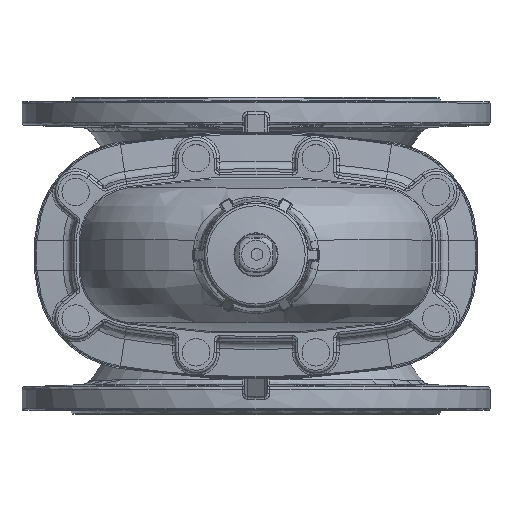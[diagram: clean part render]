
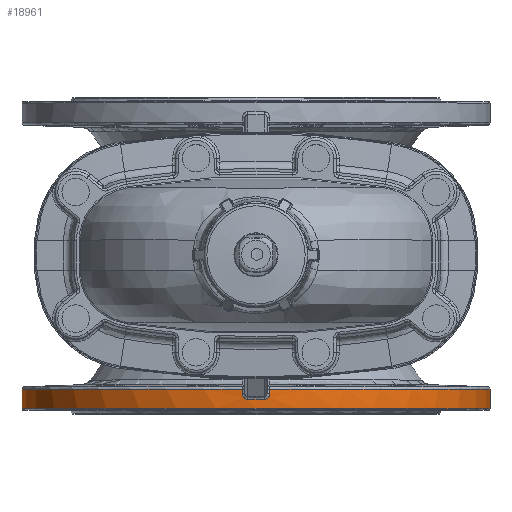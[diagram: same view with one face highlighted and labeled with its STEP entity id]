
A CAD part, top view. The second image highlights one B-rep face of the part: STEP entity #18961.
In plain terms, the highlighted cylindrical face has radius 170 mm (diameter 340 mm), a partial arc.
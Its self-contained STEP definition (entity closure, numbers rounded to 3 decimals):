
#57 = DIRECTION ( 'NONE',  ( 0., -1., 0. ) ) ;
#403 = ORIENTED_EDGE ( 'NONE', *, *, #4037, .F. ) ;
#1080 = CARTESIAN_POINT ( 'NONE',  ( -6.992, -104.325, 169.857 ) ) ;
#1198 = EDGE_CURVE ( 'NONE', #7562, #29993, #35342, .T. ) ;
#1258 = VECTOR ( 'NONE', #25805, 1000. ) ;
#2476 = DIRECTION ( 'NONE',  ( 0., 0., -1. ) ) ;
#2747 = CARTESIAN_POINT ( 'NONE',  ( 6.973, -104.302, 169.857 ) ) ;
#3719 = CARTESIAN_POINT ( 'NONE',  ( 8.936, -103.026, 169.765 ) ) ;
#4037 = EDGE_CURVE ( 'NONE', #10517, #7562, #44288, .T. ) ;
#5204 = CARTESIAN_POINT ( 'NONE',  ( -9.859, -100.865, 169.714 ) ) ;
#5374 = CARTESIAN_POINT ( 'NONE',  ( -5.93, -104.428, 169.897 ) ) ;
#5858 = DIRECTION ( 'NONE',  ( 0., 1., 0. ) ) ;
#6352 = CARTESIAN_POINT ( 'NONE',  ( 1.978, -104.391, 170.035 ) ) ;
#7562 = VERTEX_POINT ( 'NONE', #47787 ) ;
#8011 = CARTESIAN_POINT ( 'NONE',  ( 9.381, -102.368, 169.741 ) ) ;
#8327 = AXIS2_PLACEMENT_3D ( 'NONE', #53740, #28101, #2476 ) ;
#9126 = EDGE_CURVE ( 'NONE', #29993, #9914, #26591, .T. ) ;
#9373 = CARTESIAN_POINT ( 'NONE',  ( 0., -96.931, 0. ) ) ;
#9495 = CARTESIAN_POINT ( 'NONE',  ( -9.691, -101.638, 169.724 ) ) ;
#9914 = VERTEX_POINT ( 'NONE', #25586 ) ;
#10517 = VERTEX_POINT ( 'NONE', #31274 ) ;
#10535 = ORIENTED_EDGE ( 'NONE', *, *, #38000, .T. ) ;
#12326 = CARTESIAN_POINT ( 'NONE',  ( 9.69, -101.643, 169.724 ) ) ;
#12721 = CARTESIAN_POINT ( 'NONE',  ( -169.997, -96.931, 1. ) ) ;
#13127 = CARTESIAN_POINT ( 'NONE',  ( -9.884, 0., 169.712 ) ) ;
#13390 = CARTESIAN_POINT ( 'NONE',  ( 9.884, 0., 169.712 ) ) ;
#13685 = DIRECTION ( 'NONE',  ( 0., 0., -1. ) ) ;
#13832 = CARTESIAN_POINT ( 'NONE',  ( -9.382, -102.366, 169.741 ) ) ;
#14145 = VERTEX_POINT ( 'NONE', #42720 ) ;
#14269 = AXIS2_PLACEMENT_3D ( 'NONE', #26631, #22323, #39375 ) ;
#15533 = EDGE_CURVE ( 'NONE', #14145, #10517, #50914, .T. ) ;
#16016 = ORIENTED_EDGE ( 'NONE', *, *, #15533, .F. ) ;
#16493 = CARTESIAN_POINT ( 'NONE',  ( -9.884, -96.931, 169.712 ) ) ;
#16665 = CARTESIAN_POINT ( 'NONE',  ( 9.859, -100.866, 169.714 ) ) ;
#18157 = CARTESIAN_POINT ( 'NONE',  ( -8.939, -103.023, 169.765 ) ) ;
#18930 = CARTESIAN_POINT ( 'NONE',  ( -5.93, -104.428, 169.897 ) ) ;
#18961 = ADVANCED_FACE ( 'NONE', ( #24873 ), #34904, .T. ) ;
#19801 = CARTESIAN_POINT ( 'NONE',  ( 6.458, -104.406, 169.877 ) ) ;
#20755 = CARTESIAN_POINT ( 'NONE',  ( 7.228, -104.222, 169.846 ) ) ;
#20938 = CARTESIAN_POINT ( 'NONE',  ( 9.884, -100.337, 169.712 ) ) ;
#21524 = CARTESIAN_POINT ( 'NONE',  ( -169.997, -111., 1. ) ) ;
#22242 = CARTESIAN_POINT ( 'NONE',  ( 169.997, -111., 1. ) ) ;
#22323 = DIRECTION ( 'NONE',  ( 0., -1., 0. ) ) ;
#22409 = CARTESIAN_POINT ( 'NONE',  ( -8.379, -103.578, 169.794 ) ) ;
#22463 = CIRCLE ( 'NONE', #8327, 170. ) ;
#24015 = ORIENTED_EDGE ( 'NONE', *, *, #30495, .F. ) ;
#24085 = EDGE_CURVE ( 'NONE', #9914, #52608, #28827, .T. ) ;
#24468 = LINE ( 'NONE', #25660, #47240 ) ;
#24873 = FACE_OUTER_BOUND ( 'NONE', #55305, .T. ) ;
#25005 = CARTESIAN_POINT ( 'NONE',  ( 7.941, -103.885, 169.815 ) ) ;
#25101 = ORIENTED_EDGE ( 'NONE', *, *, #29564, .F. ) ;
#25586 = CARTESIAN_POINT ( 'NONE',  ( 9.884, -96.931, 169.712 ) ) ;
#25660 = CARTESIAN_POINT ( 'NONE',  ( -169.997, -84., 1. ) ) ;
#25805 = DIRECTION ( 'NONE',  ( 0., -1., 0. ) ) ;
#26027 = VERTEX_POINT ( 'NONE', #21524 ) ;
#26052 = EDGE_CURVE ( 'NONE', #55184, #14145, #55547, .T. ) ;
#26591 = LINE ( 'NONE', #13390, #36673 ) ;
#26631 = CARTESIAN_POINT ( 'NONE',  ( 0., 0., 0. ) ) ;
#26708 = CARTESIAN_POINT ( 'NONE',  ( -7.714, -104.012, 169.825 ) ) ;
#28101 = DIRECTION ( 'NONE',  ( 0., -1., 0. ) ) ;
#28827 = CIRCLE ( 'NONE', #37403, 170. ) ;
#28918 = ORIENTED_EDGE ( 'NONE', *, *, #43001, .F. ) ;
#29370 = CARTESIAN_POINT ( 'NONE',  ( 8.575, -103.407, 169.784 ) ) ;
#29564 = EDGE_CURVE ( 'NONE', #52608, #36695, #31208, .T. ) ;
#29993 = VERTEX_POINT ( 'NONE', #32271 ) ;
#30224 = DIRECTION ( 'NONE',  ( 0., 1., 0. ) ) ;
#30495 = EDGE_CURVE ( 'NONE', #36695, #26027, #22463, .T. ) ;
#30900 = ORIENTED_EDGE ( 'NONE', *, *, #24085, .F. ) ;
#30998 = CARTESIAN_POINT ( 'NONE',  ( -6.463, -104.433, 169.878 ) ) ;
#31208 = LINE ( 'NONE', #33756, #52637 ) ;
#31274 = CARTESIAN_POINT ( 'NONE',  ( -5.93, -104.428, 169.897 ) ) ;
#31502 = CARTESIAN_POINT ( 'NONE',  ( 0., -96.931, 0. ) ) ;
#31880 = CIRCLE ( 'NONE', #55121, 170. ) ;
#32271 = CARTESIAN_POINT ( 'NONE',  ( 9.884, -100.337, 169.712 ) ) ;
#33128 = VERTEX_POINT ( 'NONE', #12721 ) ;
#33636 = CARTESIAN_POINT ( 'NONE',  ( 9.098, -102.817, 169.756 ) ) ;
#33756 = CARTESIAN_POINT ( 'NONE',  ( 169.997, -84., 1. ) ) ;
#34904 = CYLINDRICAL_SURFACE ( 'NONE', #14269, 170. ) ;
#35136 = CARTESIAN_POINT ( 'NONE',  ( -9.764, -101.382, 169.719 ) ) ;
#35342 = B_SPLINE_CURVE_WITH_KNOTS ( 'NONE', 3,
 ( #54041, #49689, #19801, #2747, #20755, #50657, #25005, #55004, #29370, #3719, #33636, #8011, #37966, #12326, #42248, #16665, #46560, #20938 ),
 .UNSPECIFIED., .F., .F.,
 ( 4, 2, 2, 2, 2, 2, 2, 2, 4 ),
 ( 0., 0.001, 0.002, 0.002, 0.003, 0.004, 0.005, 0.006, 0.006 ),
 .UNSPECIFIED. ) ;
#35796 = DIRECTION ( 'NONE',  ( 0., 0., -1. ) ) ;
#36307 = CARTESIAN_POINT ( 'NONE',  ( 5.93, -104.428, 169.897 ) ) ;
#36673 = VECTOR ( 'NONE', #30224, 1000. ) ;
#36695 = VERTEX_POINT ( 'NONE', #22242 ) ;
#37055 = ORIENTED_EDGE ( 'NONE', *, *, #9126, .F. ) ;
#37403 = AXIS2_PLACEMENT_3D ( 'NONE', #9373, #39320, #13685 ) ;
#37966 = CARTESIAN_POINT ( 'NONE',  ( 9.499, -102.133, 169.734 ) ) ;
#38000 = EDGE_CURVE ( 'NONE', #33128, #26027, #24468, .T. ) ;
#39266 = CARTESIAN_POINT ( 'NONE',  ( -9.884, -100.337, 169.712 ) ) ;
#39320 = DIRECTION ( 'NONE',  ( 0., 1., 0. ) ) ;
#39375 = DIRECTION ( 'NONE',  ( 0., 0., 1. ) ) ;
#39454 = CARTESIAN_POINT ( 'NONE',  ( -9.5, -102.131, 169.734 ) ) ;
#42248 = CARTESIAN_POINT ( 'NONE',  ( 9.763, -101.386, 169.719 ) ) ;
#42720 = CARTESIAN_POINT ( 'NONE',  ( -9.884, -100.337, 169.712 ) ) ;
#43001 = EDGE_CURVE ( 'NONE', #33128, #55184, #31880, .T. ) ;
#43749 = CARTESIAN_POINT ( 'NONE',  ( -9.103, -102.811, 169.756 ) ) ;
#44288 =( BOUNDED_CURVE ( )  B_SPLINE_CURVE ( 3, ( #18930, #49028, #6352, #36307 ),
 .UNSPECIFIED., .F., .T. ) 
 B_SPLINE_CURVE_WITH_KNOTS ( ( 4, 4 ),
 ( 3.107, 3.176 ),
 .UNSPECIFIED. ) 
 CURVE ( )  GEOMETRIC_REPRESENTATION_ITEM ( )  RATIONAL_B_SPLINE_CURVE ( ( 1., 1., 1., 1. ) ) 
 REPRESENTATION_ITEM ( '' )  );
#46077 = ORIENTED_EDGE ( 'NONE', *, *, #26052, .F. ) ;
#46560 = CARTESIAN_POINT ( 'NONE',  ( 9.884, -100.603, 169.712 ) ) ;
#47240 = VECTOR ( 'NONE', #57, 1000. ) ;
#47787 = CARTESIAN_POINT ( 'NONE',  ( 5.93, -104.428, 169.897 ) ) ;
#48049 = CARTESIAN_POINT ( 'NONE',  ( -8.577, -103.406, 169.784 ) ) ;
#49028 = CARTESIAN_POINT ( 'NONE',  ( -1.978, -104.391, 170.035 ) ) ;
#49689 = CARTESIAN_POINT ( 'NONE',  ( 6.196, -104.431, 169.887 ) ) ;
#50657 = CARTESIAN_POINT ( 'NONE',  ( 7.712, -104.013, 169.825 ) ) ;
#50914 = B_SPLINE_CURVE_WITH_KNOTS ( 'NONE', 3,
 ( #39266, #52178, #5204, #35136, #9495, #39454, #13832, #43749, #18157, #48049, #22409, #52345, #26708, #1080, #30998, #5374 ),
 .UNSPECIFIED., .F., .F.,
 ( 4, 2, 2, 2, 2, 2, 2, 4 ),
 ( 0., 0.001, 0.002, 0.002, 0.003, 0.004, 0.005, 0.006 ),
 .UNSPECIFIED. ) ;
#51824 = CARTESIAN_POINT ( 'NONE',  ( 169.997, -96.931, 1. ) ) ;
#52178 = CARTESIAN_POINT ( 'NONE',  ( -9.884, -100.603, 169.712 ) ) ;
#52345 = CARTESIAN_POINT ( 'NONE',  ( -7.948, -103.881, 169.814 ) ) ;
#52608 = VERTEX_POINT ( 'NONE', #51824 ) ;
#52637 = VECTOR ( 'NONE', #55135, 1000. ) ;
#53740 = CARTESIAN_POINT ( 'NONE',  ( 0., -111., 0. ) ) ;
#54041 = CARTESIAN_POINT ( 'NONE',  ( 5.93, -104.428, 169.897 ) ) ;
#55004 = CARTESIAN_POINT ( 'NONE',  ( 8.373, -103.582, 169.794 ) ) ;
#55121 = AXIS2_PLACEMENT_3D ( 'NONE', #31502, #5858, #35796 ) ;
#55135 = DIRECTION ( 'NONE',  ( 0., -1., 0. ) ) ;
#55184 = VERTEX_POINT ( 'NONE', #16493 ) ;
#55305 = EDGE_LOOP ( 'NONE', ( #28918, #10535, #24015, #25101, #30900, #37055, #55518, #403, #16016, #46077 ) ) ;
#55518 = ORIENTED_EDGE ( 'NONE', *, *, #1198, .F. ) ;
#55547 = LINE ( 'NONE', #13127, #1258 ) ;
